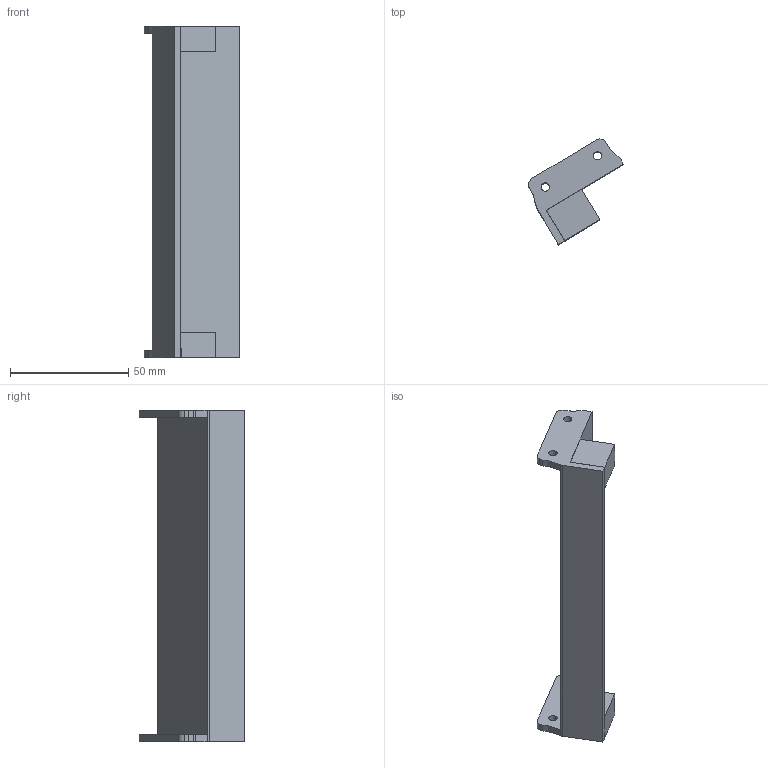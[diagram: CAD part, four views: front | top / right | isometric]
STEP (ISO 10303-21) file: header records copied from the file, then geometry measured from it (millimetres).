
FILE_DESCRIPTION (( 'STEP AP214' ), '1' );
FILE_NAME ('萇喀碟.STEP', '2024-11-28T16:02:00', ( '' ), ( '' ), 'SwSTEP 2.0', 'SolidWorks 2024', '' );
FILE_SCHEMA (( 'AUTOMOTIVE_DESIGN' ));
Length unit declared in the file: millimetre
Products named in the file (1): 电池盒
Bounding box: 40.16 x 44.52 x 140 mm (x, y, z)
Volume: 33941.3 mm3; surface area: 20527 mm2
Topology: 1 solids, 1 shells, 50 faces, 136 edges, 90 vertices
Faces by surface type: plane 30, cylinder 20
Entity records: 1625 total; most frequent: DIRECTION 280, CARTESIAN_POINT 277, ORIENTED_EDGE 272, EDGE_CURVE 136, VECTOR 94, LINE 94, AXIS2_PLACEMENT_3D 93, VERTEX_POINT 90
